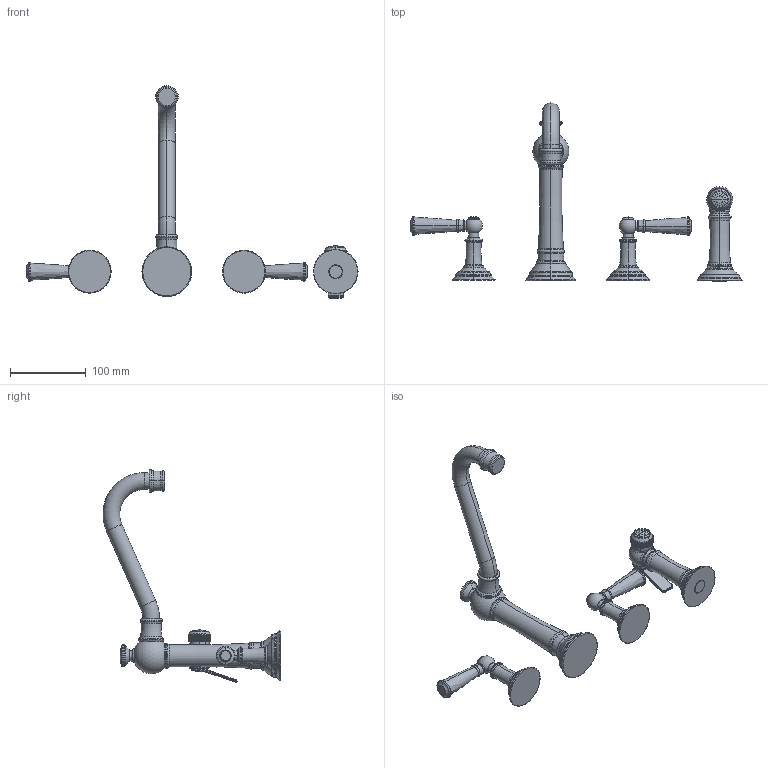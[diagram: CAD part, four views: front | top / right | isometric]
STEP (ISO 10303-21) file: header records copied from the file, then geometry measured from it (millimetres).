
FILE_DESCRIPTION((''),'2;1');
FILE_NAME('2470-5433','2021-03-05T16:07:24',('rsmith'),(''),'CREO PARAMETRIC BY PTC INC, 2018400','CREO PARAMETRIC BY PTC INC, 2018400','');
FILE_SCHEMA(('AUTOMOTIVE_DESIGN { 1 0 10303 214 1 1 1 1 }'));
Length unit declared in the file: inch
Products named in the file (1): 2470-5433
Bounding box: 437.07 x 234.27 x 280.15 mm (x, y, z)
Volume: 558808.5 mm3; surface area: 106036.4 mm2
Topology: 5 solids, 5 shells, 874 faces, 2235 edges, 1387 vertices
Faces by surface type: plane 302, torus 218, cylinder 206, bspline 117, sphere 16, cone 13, revolution 2
Entity records: 54697 total; most frequent: CARTESIAN_POINT 19195, ORIENTED_EDGE 4454, DIRECTION 4320, PRESENTATION_STYLE_ASSIGNMENT 3030, STYLED_ITEM 2234, CURVE_STYLE 2229, EDGE_CURVE 2227, AXIS2_PLACEMENT_3D 1752
